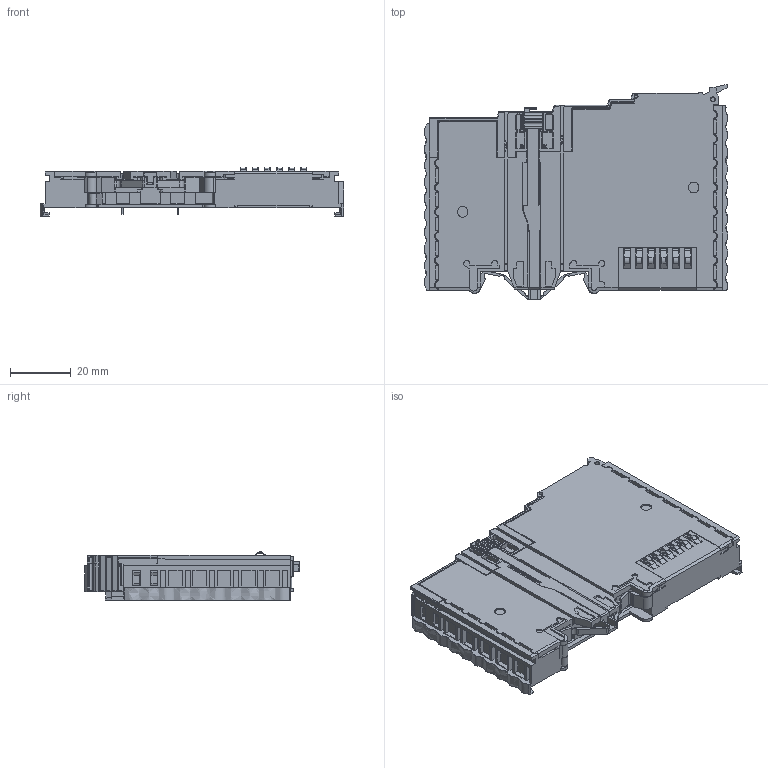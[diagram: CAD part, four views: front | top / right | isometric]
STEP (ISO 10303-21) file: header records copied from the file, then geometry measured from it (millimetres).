
FILE_DESCRIPTION((''),'2;1');
FILE_NAME('MET1-IO-16','2023-03-09T14:09:16',('MS28055'),(''),'CREO PARAMETRIC BY PTC INC, 2018100','CREO PARAMETRIC BY PTC INC, 2018100','');
FILE_SCHEMA(('CONFIG_CONTROL_DESIGN'));
Products named in the file (1): MET1-IO-16
Bounding box: 100 x 70.67 x 15.86 mm (x, y, z)
Volume: 59484.7 mm3; surface area: 35423.6 mm2
Topology: 1 solids, 24 shells, 3815 faces, 10809 edges, 7019 vertices
Faces by surface type: plane 2130, cylinder 1124, torus 198, cone 192, sphere 85, bspline 84, extrusion 2
Entity records: 128841 total; most frequent: CARTESIAN_POINT 28950, ORIENTED_EDGE 21432, DIRECTION 20578, EDGE_CURVE 10722, VERTEX_POINT 7019, VECTOR 6968, LINE 6966, AXIS2_PLACEMENT_3D 6805
